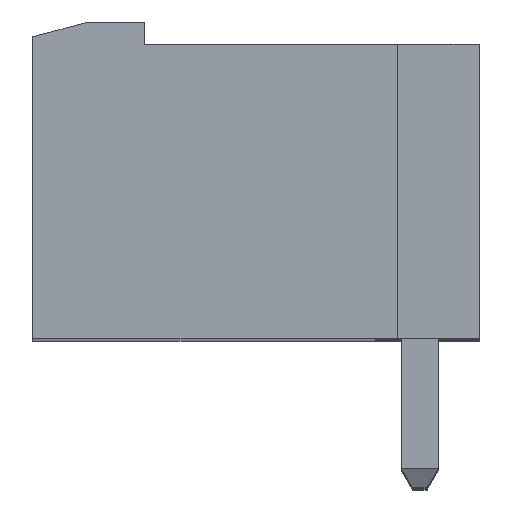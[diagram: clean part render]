
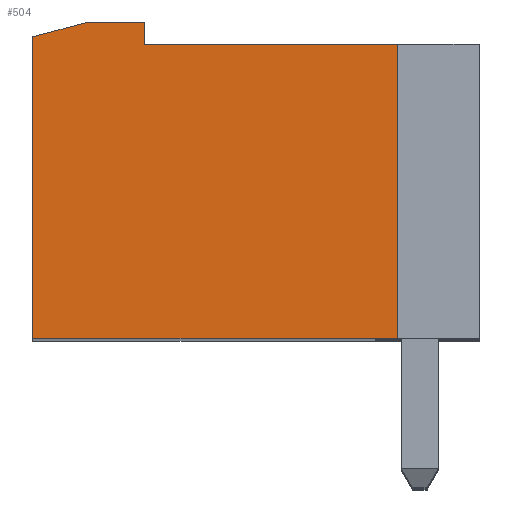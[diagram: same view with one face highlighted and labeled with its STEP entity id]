
A CAD part, top view. The second image highlights one B-rep face of the part: STEP entity #504.
In plain terms, the highlighted planar face has unit normal (0, 0, 1).
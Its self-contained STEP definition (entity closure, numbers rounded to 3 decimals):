
#504 = ADVANCED_FACE( '', ( #1224 ), #1225, .F. );
#1224 = FACE_OUTER_BOUND( '', #2159, .T. );
#1225 = PLANE( '', #2160 );
#2159 = EDGE_LOOP( '', ( #3671, #3672, #3673, #3674, #3675, #3676, #3677 ) );
#2160 = AXIS2_PLACEMENT_3D( '', #3678, #3679, #3680 );
#3671 = ORIENTED_EDGE( '', *, *, #6069, .F. );
#3672 = ORIENTED_EDGE( '', *, *, #6070, .F. );
#3673 = ORIENTED_EDGE( '', *, *, #6071, .F. );
#3674 = ORIENTED_EDGE( '', *, *, #6072, .F. );
#3675 = ORIENTED_EDGE( '', *, *, #6011, .F. );
#3676 = ORIENTED_EDGE( '', *, *, #5976, .F. );
#3677 = ORIENTED_EDGE( '', *, *, #5798, .F. );
#3678 = CARTESIAN_POINT( '', ( 440.358, 288.977, 122.86 ) );
#3679 = DIRECTION( '', ( 0., 0., -1. ) );
#3680 = DIRECTION( '', ( 1., 0., 0. ) );
#5798 = EDGE_CURVE( '', #7053, #7054, #7055, .T. );
#5976 = EDGE_CURVE( '', #7054, #7359, #7360, .T. );
#6011 = EDGE_CURVE( '', #7359, #7416, #7417, .T. );
#6069 = EDGE_CURVE( '', #7511, #7053, #7512, .T. );
#6070 = EDGE_CURVE( '', #7513, #7511, #7514, .T. );
#6071 = EDGE_CURVE( '', #7515, #7513, #7516, .T. );
#6072 = EDGE_CURVE( '', #7416, #7515, #7517, .T. );
#7053 = VERTEX_POINT( '', #8821 );
#7054 = VERTEX_POINT( '', #8822 );
#7055 = LINE( '', #8823, #8824 );
#7359 = VERTEX_POINT( '', #9263 );
#7360 = LINE( '', #9264, #9265 );
#7416 = VERTEX_POINT( '', #9354 );
#7417 = LINE( '', #9355, #9356 );
#7511 = VERTEX_POINT( '', #9491 );
#7512 = LINE( '', #9492, #9493 );
#7513 = VERTEX_POINT( '', #9494 );
#7514 = LINE( '', #9495, #9496 );
#7515 = VERTEX_POINT( '', #9497 );
#7516 = LINE( '', #9498, #9499 );
#7517 = LINE( '', #9500, #9501 );
#8821 = CARTESIAN_POINT( '', ( 447.158, 288.277, 122.86 ) );
#8822 = CARTESIAN_POINT( '', ( 447.158, 280.377, 122.86 ) );
#8823 = CARTESIAN_POINT( '', ( 447.158, 280.377, 122.86 ) );
#8824 = VECTOR( '', #10733, 1000. );
#9263 = CARTESIAN_POINT( '', ( 437.358, 280.377, 122.86 ) );
#9264 = CARTESIAN_POINT( '', ( 437.358, 280.377, 122.86 ) );
#9265 = VECTOR( '', #10917, 1000. );
#9354 = CARTESIAN_POINT( '', ( 437.358, 288.477, 122.86 ) );
#9355 = CARTESIAN_POINT( '', ( 437.358, 288.577, 122.86 ) );
#9356 = VECTOR( '', #10951, 1000. );
#9491 = CARTESIAN_POINT( '', ( 440.358, 288.277, 122.86 ) );
#9492 = CARTESIAN_POINT( '', ( 447.158, 288.277, 122.86 ) );
#9493 = VECTOR( '', #11014, 1000. );
#9494 = CARTESIAN_POINT( '', ( 440.358, 288.877, 122.86 ) );
#9495 = CARTESIAN_POINT( '', ( 440.358, 288.477, 122.86 ) );
#9496 = VECTOR( '', #11015, 1000. );
#9497 = CARTESIAN_POINT( '', ( 438.851, 288.877, 122.86 ) );
#9498 = CARTESIAN_POINT( '', ( 440.358, 288.877, 122.86 ) );
#9499 = VECTOR( '', #11016, 1000. );
#9500 = CARTESIAN_POINT( '', ( 438.851, 288.877, 122.86 ) );
#9501 = VECTOR( '', #11017, 1000. );
#10733 = DIRECTION( '', ( 0., -1., 0. ) );
#10917 = DIRECTION( '', ( -1., 0., 0. ) );
#10951 = DIRECTION( '', ( 0., 1., 0. ) );
#11014 = DIRECTION( '', ( 1., 0., 0. ) );
#11015 = DIRECTION( '', ( 0., -1., 0. ) );
#11016 = DIRECTION( '', ( 1., 0., 0. ) );
#11017 = DIRECTION( '', ( 0.966, 0.259, 0. ) );
